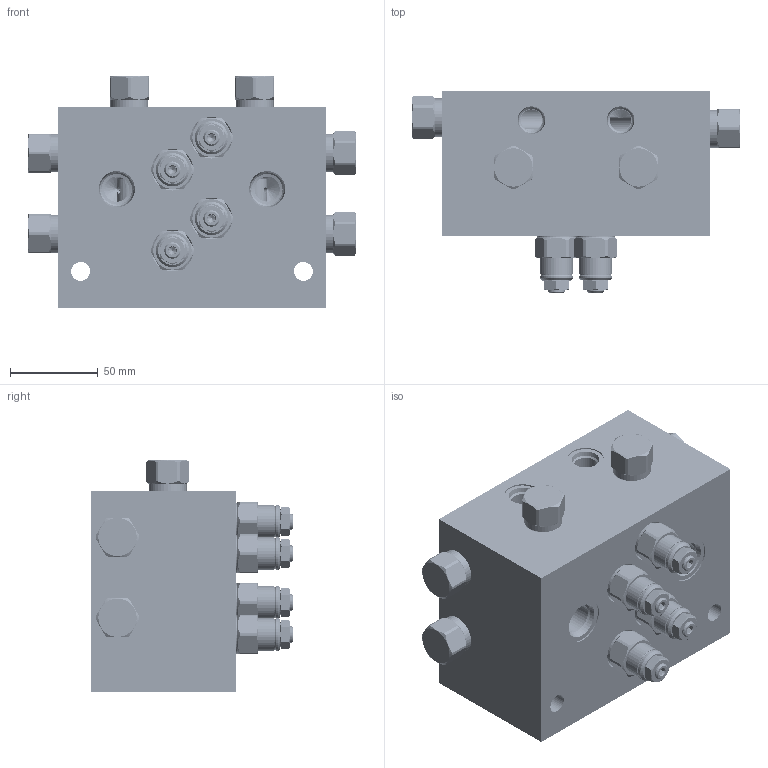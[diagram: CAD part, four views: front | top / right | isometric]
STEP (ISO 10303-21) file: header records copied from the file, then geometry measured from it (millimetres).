
FILE_DESCRIPTION((''),'2;1');
FILE_NAME('YCBILHNAJ_ASM','2019-07-09T',('ProEService'),(''),'PRO/ENGINEER BY PARAMETRIC TECHNOLOGY CORPORATION, 2014200','PRO/ENGINEER BY PARAMETRIC TECHNOLOGY CORPORATION, 2014200','');
FILE_SCHEMA(('CONFIG_CONTROL_DESIGN'));
Length unit declared in the file: inch
Products named in the file (5): 152-117-002; FSBDXAN; CXCDXCN; CBBALHN; YCBILHNAJ_ASM
Assembly tree (11 placements, depth 2):
  YCBILHNAJ_ASM
    152-117-002
    FSBDXAN  x2
    CXCDXCN  x4
    CBBALHN  x4
Bounding box: 187.35 x 115.09 x 131.78 mm (x, y, z)
Volume: 1384405 mm3; surface area: 217287.2 mm2
Topology: 37 solids, 47 shells, 2413 faces, 6399 edges, 4460 vertices
Faces by surface type: cylinder 992, cone 492, plane 463, torus 346, revolution 104, sphere 16
Entity records: 43109 total; most frequent: CARTESIAN_POINT 14417, DIRECTION 6214, ORIENTED_EDGE 4914, EDGE_CURVE 2457, AXIS2_PLACEMENT_3D 2294, VECTOR 1594, LINE 1594, VERTEX_POINT 1490
